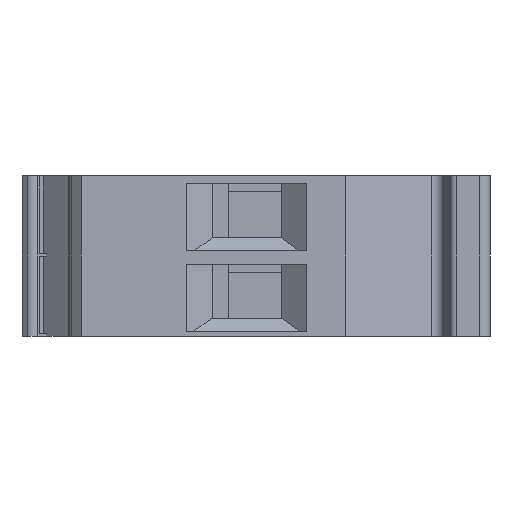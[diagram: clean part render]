
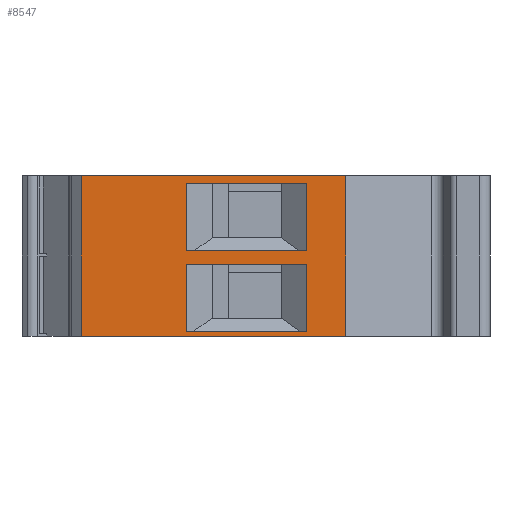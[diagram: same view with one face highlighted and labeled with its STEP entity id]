
A CAD part, left-side view. The second image highlights one B-rep face of the part: STEP entity #8547.
In plain terms, the highlighted planar face has unit normal (-1, 0, 0).
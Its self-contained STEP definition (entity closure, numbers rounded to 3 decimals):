
#878=ORIENTED_EDGE('',*,*,#2204,.T.);
#879=ORIENTED_EDGE('',*,*,#2433,.T.);
#880=ORIENTED_EDGE('',*,*,#2521,.T.);
#881=ORIENTED_EDGE('',*,*,#2522,.T.);
#882=ORIENTED_EDGE('',*,*,#2228,.T.);
#883=ORIENTED_EDGE('',*,*,#2443,.T.);
#884=ORIENTED_EDGE('',*,*,#2520,.T.);
#885=ORIENTED_EDGE('',*,*,#2447,.T.);
#886=ORIENTED_EDGE('',*,*,#2523,.T.);
#887=ORIENTED_EDGE('',*,*,#2524,.T.);
#888=ORIENTED_EDGE('',*,*,#2319,.T.);
#889=ORIENTED_EDGE('',*,*,#2525,.T.);
#2204=EDGE_CURVE('',#3097,#3095,#3691,.T.);
#2228=EDGE_CURVE('',#3119,#3117,#3715,.T.);
#2319=EDGE_CURVE('',#3210,#3209,#3776,.T.);
#2433=EDGE_CURVE('',#3095,#3291,#3888,.T.);
#2443=EDGE_CURVE('',#3117,#3296,#3898,.T.);
#2447=EDGE_CURVE('',#3299,#3119,#3902,.T.);
#2520=EDGE_CURVE('',#3296,#3299,#3967,.T.);
#2521=EDGE_CURVE('',#3291,#3348,#3968,.T.);
#2522=EDGE_CURVE('',#3348,#3097,#3969,.T.);
#2523=EDGE_CURVE('',#3349,#3350,#3970,.T.);
#2524=EDGE_CURVE('',#3350,#3210,#3971,.T.);
#2525=EDGE_CURVE('',#3209,#3349,#3972,.F.);
#3095=VERTEX_POINT('',#11197);
#3097=VERTEX_POINT('',#11200);
#3117=VERTEX_POINT('',#11248);
#3119=VERTEX_POINT('',#11251);
#3209=VERTEX_POINT('',#11432);
#3210=VERTEX_POINT('',#11434);
#3291=VERTEX_POINT('',#11659);
#3296=VERTEX_POINT('',#11679);
#3299=VERTEX_POINT('',#11686);
#3348=VERTEX_POINT('',#11835);
#3349=VERTEX_POINT('',#11838);
#3350=VERTEX_POINT('',#11839);
#3691=LINE('',#11199,#4346);
#3715=LINE('',#11250,#4370);
#3776=LINE('',#11433,#4431);
#3888=LINE('',#11660,#4543);
#3898=LINE('',#11681,#4553);
#3902=LINE('',#11688,#4557);
#3967=LINE('',#11832,#4622);
#3968=LINE('',#11834,#4623);
#3969=LINE('',#11836,#4624);
#3970=LINE('',#11837,#4625);
#3971=LINE('',#11840,#4626);
#3972=LINE('',#11841,#4627);
#4346=VECTOR('',#9439,1000.);
#4370=VECTOR('',#9473,1000.);
#4431=VECTOR('',#9596,1000.);
#4543=VECTOR('',#9774,1000.);
#4553=VECTOR('',#9794,1000.);
#4557=VECTOR('',#9800,1000.);
#4622=VECTOR('',#9927,1000.);
#4623=VECTOR('',#9930,1000.);
#4624=VECTOR('',#9931,1000.);
#4625=VECTOR('',#9932,1000.);
#4626=VECTOR('',#9933,1000.);
#4627=VECTOR('',#9934,1000.);
#5072=EDGE_LOOP('',(#878,#879,#880,#881));
#5073=EDGE_LOOP('',(#882,#883,#884,#885));
#5074=EDGE_LOOP('',(#886,#887,#888,#889));
#5478=FACE_BOUND('',#5072,.T.);
#5479=FACE_BOUND('',#5073,.T.);
#5480=FACE_BOUND('',#5074,.T.);
#5862=PLANE('',#8951);
#8547=ADVANCED_FACE('',(#5478,#5479,#5480),#5862,.T.);
#8951=AXIS2_PLACEMENT_3D('',#11833,#9928,#9929);
#9439=DIRECTION('',(0.,1.,0.));
#9473=DIRECTION('',(0.,1.,0.));
#9596=DIRECTION('',(0.,-1.,0.));
#9774=DIRECTION('',(0.,0.,1.));
#9794=DIRECTION('',(0.,0.,1.));
#9800=DIRECTION('',(0.,0.,-1.));
#9927=DIRECTION('',(0.,-1.,0.));
#9928=DIRECTION('',(-1.,0.,0.));
#9929=DIRECTION('',(0.,-1.,0.));
#9930=DIRECTION('',(0.,-1.,0.));
#9931=DIRECTION('',(0.,0.,-1.));
#9932=DIRECTION('',(0.,1.,0.));
#9933=DIRECTION('',(0.,0.,-1.));
#9934=DIRECTION('',(0.,0.,-1.));
#11197=CARTESIAN_POINT('',(-32.904,6.019,-7.5));
#11199=CARTESIAN_POINT('',(-32.904,-5.981,-7.5));
#11200=CARTESIAN_POINT('',(-32.904,-5.981,-7.5));
#11248=CARTESIAN_POINT('',(-32.904,6.019,0.5));
#11250=CARTESIAN_POINT('',(-32.904,-5.981,0.5));
#11251=CARTESIAN_POINT('',(-32.904,-5.981,0.5));
#11432=CARTESIAN_POINT('',(-32.904,-9.869,-8.));
#11433=CARTESIAN_POINT('',(-32.904,17.019,-8.));
#11434=CARTESIAN_POINT('',(-32.904,16.55,-8.));
#11659=CARTESIAN_POINT('',(-32.904,6.019,-0.8));
#11660=CARTESIAN_POINT('',(-32.904,6.019,-7.5));
#11679=CARTESIAN_POINT('',(-32.904,6.019,7.2));
#11681=CARTESIAN_POINT('',(-32.904,6.019,0.5));
#11686=CARTESIAN_POINT('',(-32.904,-5.981,7.2));
#11688=CARTESIAN_POINT('',(-32.904,-5.981,0.5));
#11832=CARTESIAN_POINT('',(-32.904,6.019,7.2));
#11833=CARTESIAN_POINT('',(-32.904,0.,0.));
#11834=CARTESIAN_POINT('',(-32.904,6.019,-0.8));
#11835=CARTESIAN_POINT('',(-32.904,-5.981,-0.8));
#11836=CARTESIAN_POINT('',(-32.904,-5.981,-7.5));
#11837=CARTESIAN_POINT('',(-32.904,17.019,8.));
#11838=CARTESIAN_POINT('',(-32.904,-9.869,8.));
#11839=CARTESIAN_POINT('',(-32.904,16.55,8.));
#11840=CARTESIAN_POINT('',(-32.904,16.55,8.));
#11841=CARTESIAN_POINT('',(-32.904,-9.869,0.));
